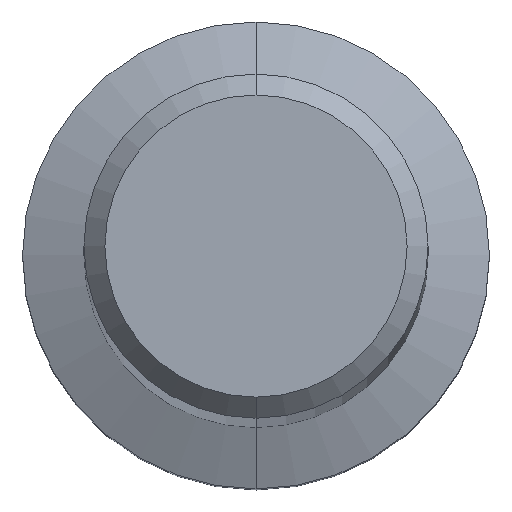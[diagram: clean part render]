
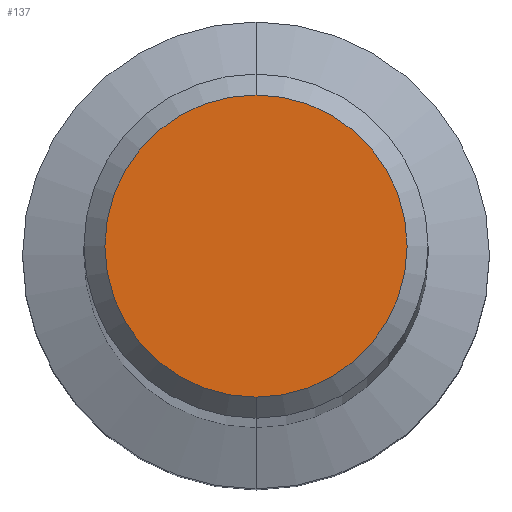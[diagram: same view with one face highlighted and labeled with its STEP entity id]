
A CAD part, top view. The second image highlights one B-rep face of the part: STEP entity #137.
In plain terms, the highlighted planar face has unit normal (0, 0, 1).
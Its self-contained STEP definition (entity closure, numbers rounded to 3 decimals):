
#135=EDGE_CURVE('',#163,#155,#335,.T.);
#137=ADVANCED_FACE('',(#337),#338,.T.);
#141=EDGE_CURVE('',#155,#163,#342,.T.);
#155=VERTEX_POINT('',#359);
#163=VERTEX_POINT('',#369);
#335=CIRCLE('',#552,3.6);
#337=FACE_OUTER_BOUND('',#554,.T.);
#338=PLANE('',#555);
#342=CIRCLE('',#562,3.6);
#359=CARTESIAN_POINT('',(0.,-3.6,0.0));
#369=CARTESIAN_POINT('',(0.0,3.6,0.0));
#552=AXIS2_PLACEMENT_3D('',#809,#810,#811);
#554=EDGE_LOOP('',(#813,#814));
#555=AXIS2_PLACEMENT_3D('',#815,#816,#817);
#562=AXIS2_PLACEMENT_3D('',#819,#820,#821);
#809=CARTESIAN_POINT('',(0.0,0.0,0.0));
#810=DIRECTION('',(0.0,0.0,-1.0));
#811=DIRECTION('',(0.0,1.0,0.0));
#813=ORIENTED_EDGE('',*,*,#135,.F.);
#814=ORIENTED_EDGE('',*,*,#141,.F.);
#815=CARTESIAN_POINT('',(0.0,1.8,0.0));
#816=DIRECTION('',(-0.0,0.0,1.0));
#817=DIRECTION('',(0.0,-1.0,0.0));
#819=CARTESIAN_POINT('',(0.0,0.0,0.0));
#820=DIRECTION('',(0.0,0.0,-1.0));
#821=DIRECTION('',(0.0,1.0,0.0));
